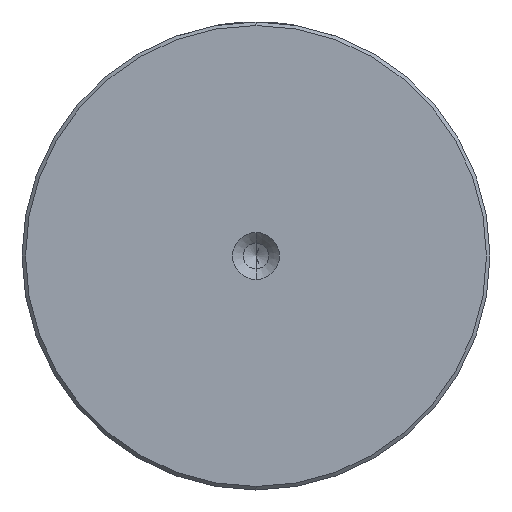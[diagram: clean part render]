
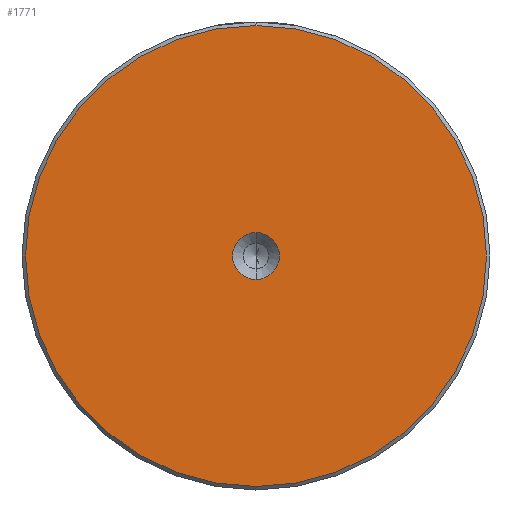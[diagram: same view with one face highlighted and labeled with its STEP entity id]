
A CAD part, left-side view. The second image highlights one B-rep face of the part: STEP entity #1771.
In plain terms, the highlighted planar face has unit normal (-1, 0, 0).
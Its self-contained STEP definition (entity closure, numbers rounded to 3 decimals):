
#4 = CARTESIAN_POINT ( 'NONE',  ( 0., 0., -3.3 ) ) ;
#292 = DIRECTION ( 'NONE',  ( -1., 0., 0. ) ) ;
#429 = EDGE_LOOP ( 'NONE', ( #1598, #1140 ) ) ;
#494 = FACE_BOUND ( 'NONE', #429, .T. ) ;
#542 = AXIS2_PLACEMENT_3D ( 'NONE', #625, #1999, #825 ) ;
#559 = EDGE_CURVE ( 'NONE', #1634, #2509, #612, .T. ) ;
#561 = CARTESIAN_POINT ( 'NONE',  ( 0., 0., -32.5 ) ) ;
#612 = CIRCLE ( 'NONE', #2415, 3.3 ) ;
#625 = CARTESIAN_POINT ( 'NONE',  ( 0., 0., 0. ) ) ;
#657 = PLANE ( 'NONE',  #2238 ) ;
#682 = CIRCLE ( 'NONE', #542, 3.3 ) ;
#756 = EDGE_CURVE ( 'NONE', #759, #1753, #2334, .T. ) ;
#759 = VERTEX_POINT ( 'NONE', #561 ) ;
#812 = CARTESIAN_POINT ( 'NONE',  ( 0., 0., 0. ) ) ;
#825 = DIRECTION ( 'NONE',  ( 0., 0., 1. ) ) ;
#855 = CARTESIAN_POINT ( 'NONE',  ( 0., 0., 0. ) ) ;
#1011 = DIRECTION ( 'NONE',  ( 0., 0., 1. ) ) ;
#1140 = ORIENTED_EDGE ( 'NONE', *, *, #1683, .F. ) ;
#1196 = CARTESIAN_POINT ( 'NONE',  ( 0., 0., 3.3 ) ) ;
#1217 = AXIS2_PLACEMENT_3D ( 'NONE', #812, #2172, #1011 ) ;
#1255 = DIRECTION ( 'NONE',  ( 0., 0., 1. ) ) ;
#1480 = CARTESIAN_POINT ( 'NONE',  ( 0., 0., 0. ) ) ;
#1493 = FACE_OUTER_BOUND ( 'NONE', #2157, .T. ) ;
#1536 = DIRECTION ( 'NONE',  ( 0., 0., 1. ) ) ;
#1598 = ORIENTED_EDGE ( 'NONE', *, *, #559, .F. ) ;
#1634 = VERTEX_POINT ( 'NONE', #1196 ) ;
#1678 = DIRECTION ( 'NONE',  ( 0., 0., 1. ) ) ;
#1683 = EDGE_CURVE ( 'NONE', #2509, #1634, #682, .T. ) ;
#1699 = ORIENTED_EDGE ( 'NONE', *, *, #756, .T. ) ;
#1733 = DIRECTION ( 'NONE',  ( -1., 0., 0. ) ) ;
#1739 = CARTESIAN_POINT ( 'NONE',  ( 0., 0., 0. ) ) ;
#1753 = VERTEX_POINT ( 'NONE', #2009 ) ;
#1771 = ADVANCED_FACE ( 'NONE', ( #1493, #494 ), #657, .T. ) ;
#1811 = CIRCLE ( 'NONE', #1217, 32.5 ) ;
#1997 = AXIS2_PLACEMENT_3D ( 'NONE', #1480, #292, #1678 ) ;
#1999 = DIRECTION ( 'NONE',  ( -1., 0., 0. ) ) ;
#2009 = CARTESIAN_POINT ( 'NONE',  ( 0., 0., 32.5 ) ) ;
#2157 = EDGE_LOOP ( 'NONE', ( #1699, #2403 ) ) ;
#2172 = DIRECTION ( 'NONE',  ( -1., 0., 0. ) ) ;
#2238 = AXIS2_PLACEMENT_3D ( 'NONE', #855, #2390, #1255 ) ;
#2334 = CIRCLE ( 'NONE', #1997, 32.5 ) ;
#2390 = DIRECTION ( 'NONE',  ( -1., 0., 0. ) ) ;
#2403 = ORIENTED_EDGE ( 'NONE', *, *, #2474, .T. ) ;
#2415 = AXIS2_PLACEMENT_3D ( 'NONE', #1739, #1733, #1536 ) ;
#2474 = EDGE_CURVE ( 'NONE', #1753, #759, #1811, .T. ) ;
#2509 = VERTEX_POINT ( 'NONE', #4 ) ;
